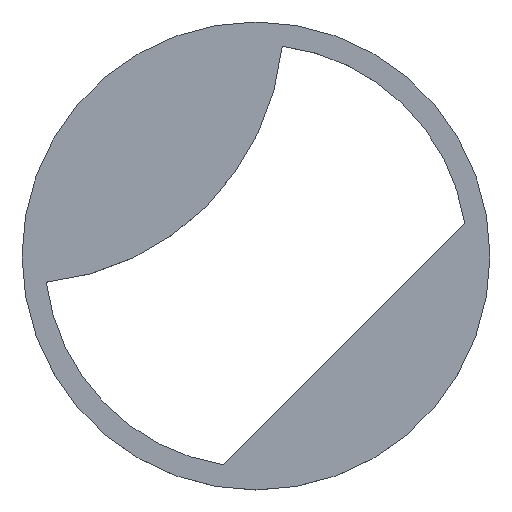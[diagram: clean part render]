
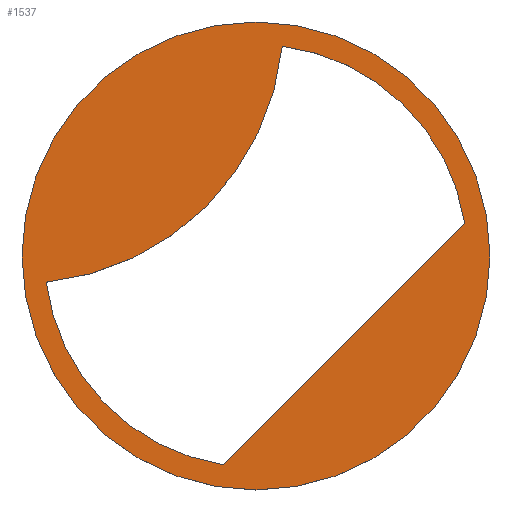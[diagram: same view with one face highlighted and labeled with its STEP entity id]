
A CAD part, top view. The second image highlights one B-rep face of the part: STEP entity #1537.
In plain terms, the highlighted planar face has unit normal (0, 0, 1).
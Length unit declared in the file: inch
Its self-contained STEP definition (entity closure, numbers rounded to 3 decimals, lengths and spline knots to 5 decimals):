
#269 = VERTEX_POINT ( 'NONE', #3296 ) ;
#379 = CIRCLE ( 'NONE', #7404, 0.584 ) ;
#429 = ORIENTED_EDGE ( 'NONE', *, *, #4629, .F. ) ;
#522 = CARTESIAN_POINT ( 'NONE',  ( -0.65186, 0.65186, 0.0625 ) ) ;
#871 = VERTEX_POINT ( 'NONE', #6726 ) ;
#1081 = CARTESIAN_POINT ( 'NONE',  ( 0., 0., 0.0625 ) ) ;
#1316 = CARTESIAN_POINT ( 'NONE',  ( -0.5795, -0.07236, 0.0625 ) ) ;
#1496 = DIRECTION ( 'NONE',  ( 0., 0., 1. ) ) ;
#1504 = CIRCLE ( 'NONE', #3947, 0.584 ) ;
#1537 = ADVANCED_FACE ( 'NONE', ( #6925, #8405 ), #8458, .T. ) ;
#2048 = VECTOR ( 'NONE', #9943, 39.37008 ) ;
#2098 = CARTESIAN_POINT ( 'NONE',  ( -0.6465, 0., 0.0625 ) ) ;
#2116 = DIRECTION ( 'NONE',  ( 0., 0., -1. ) ) ;
#2118 = DIRECTION ( 'NONE',  ( 1., 0., 0. ) ) ;
#2226 = CARTESIAN_POINT ( 'NONE',  ( 0., 0., 0.0625 ) ) ;
#2248 = ORIENTED_EDGE ( 'NONE', *, *, #4399, .T. ) ;
#2384 = AXIS2_PLACEMENT_3D ( 'NONE', #7788, #6310, #4555 ) ;
#2565 = DIRECTION ( 'NONE',  ( 0., 0., 1. ) ) ;
#2617 = DIRECTION ( 'NONE',  ( 1., 0., 0. ) ) ;
#2675 = EDGE_CURVE ( 'NONE', #10009, #871, #379, .T. ) ;
#2740 = ORIENTED_EDGE ( 'NONE', *, *, #2675, .F. ) ;
#2927 = CARTESIAN_POINT ( 'NONE',  ( -0.09077, -0.5769, 0.0625 ) ) ;
#3185 = CIRCLE ( 'NONE', #4312, 0.72784 ) ;
#3191 = VERTEX_POINT ( 'NONE', #2098 ) ;
#3296 = CARTESIAN_POINT ( 'NONE',  ( 0.07236, 0.5795, 0.0625 ) ) ;
#3436 = EDGE_LOOP ( 'NONE', ( #2248, #6258 ) ) ;
#3495 = DIRECTION ( 'NONE',  ( 1., 0., 0. ) ) ;
#3947 = AXIS2_PLACEMENT_3D ( 'NONE', #1081, #4090, #2617 ) ;
#4090 = DIRECTION ( 'NONE',  ( 0., 0., 1. ) ) ;
#4244 = CARTESIAN_POINT ( 'NONE',  ( 0.5769, 0.09077, 0.0625 ) ) ;
#4262 = CIRCLE ( 'NONE', #5425, 0.6465 ) ;
#4312 = AXIS2_PLACEMENT_3D ( 'NONE', #522, #2116, #7630 ) ;
#4399 = EDGE_CURVE ( 'NONE', #3191, #8207, #5808, .T. ) ;
#4555 = DIRECTION ( 'NONE',  ( 1., 0., 0. ) ) ;
#4629 = EDGE_CURVE ( 'NONE', #269, #10009, #3185, .T. ) ;
#4761 = CARTESIAN_POINT ( 'NONE',  ( 0., 0., 0.0625 ) ) ;
#5425 = AXIS2_PLACEMENT_3D ( 'NONE', #4761, #2565, #6458 ) ;
#5808 = CIRCLE ( 'NONE', #2384, 0.6465 ) ;
#5994 = VERTEX_POINT ( 'NONE', #4244 ) ;
#6125 = AXIS2_PLACEMENT_3D ( 'NONE', #2226, #1496, #2118 ) ;
#6258 = ORIENTED_EDGE ( 'NONE', *, *, #7312, .T. ) ;
#6310 = DIRECTION ( 'NONE',  ( 0., 0., 1. ) ) ;
#6440 = EDGE_CURVE ( 'NONE', #871, #5994, #6929, .T. ) ;
#6458 = DIRECTION ( 'NONE',  ( 1., 0., 0. ) ) ;
#6619 = CARTESIAN_POINT ( 'NONE',  ( 0., 0., 0.0625 ) ) ;
#6726 = CARTESIAN_POINT ( 'NONE',  ( -0.09077, -0.5769, 0.0625 ) ) ;
#6925 = FACE_OUTER_BOUND ( 'NONE', #3436, .T. ) ;
#6929 = LINE ( 'NONE', #2927, #2048 ) ;
#7312 = EDGE_CURVE ( 'NONE', #8207, #3191, #4262, .T. ) ;
#7404 = AXIS2_PLACEMENT_3D ( 'NONE', #6619, #9831, #3495 ) ;
#7630 = DIRECTION ( 'NONE',  ( 1., 0., 0. ) ) ;
#7788 = CARTESIAN_POINT ( 'NONE',  ( 0., 0., 0.0625 ) ) ;
#8207 = VERTEX_POINT ( 'NONE', #8338 ) ;
#8338 = CARTESIAN_POINT ( 'NONE',  ( 0.6465, 0., 0.0625 ) ) ;
#8405 = FACE_BOUND ( 'NONE', #9499, .T. ) ;
#8458 = PLANE ( 'NONE',  #6125 ) ;
#8500 = EDGE_CURVE ( 'NONE', #5994, #269, #1504, .T. ) ;
#8801 = ORIENTED_EDGE ( 'NONE', *, *, #6440, .F. ) ;
#9033 = ORIENTED_EDGE ( 'NONE', *, *, #8500, .F. ) ;
#9499 = EDGE_LOOP ( 'NONE', ( #8801, #2740, #429, #9033 ) ) ;
#9831 = DIRECTION ( 'NONE',  ( 0., 0., 1. ) ) ;
#9943 = DIRECTION ( 'NONE',  ( 0.707, 0.707, 0. ) ) ;
#10009 = VERTEX_POINT ( 'NONE', #1316 ) ;
